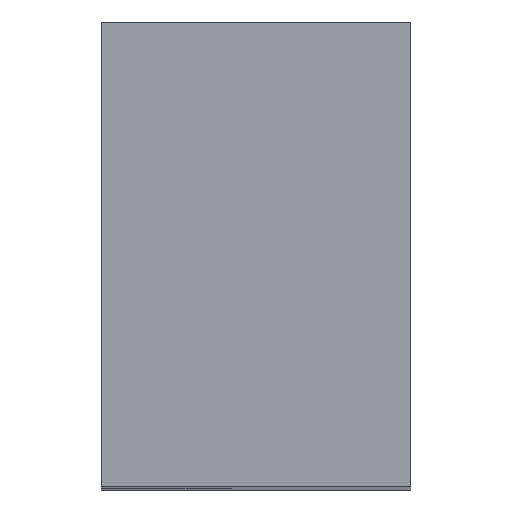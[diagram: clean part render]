
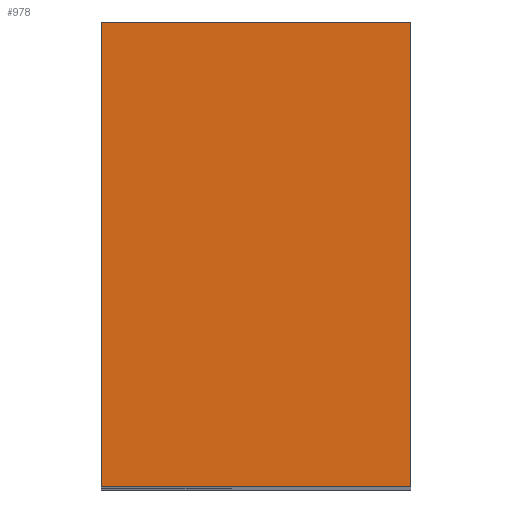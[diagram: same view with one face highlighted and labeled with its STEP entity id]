
A CAD part, top view. The second image highlights one B-rep face of the part: STEP entity #978.
In plain terms, the highlighted planar face has unit normal (0, 0, 1).
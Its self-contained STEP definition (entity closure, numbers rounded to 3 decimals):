
#60 = AXIS2_PLACEMENT_3D ( 'NONE', #234, #242, #243 ) ;
#234 = CARTESIAN_POINT ( 'NONE',  ( 0., 15., 0. ) ) ;
#236 = PLANE ( 'NONE',  #60 ) ;
#242 = DIRECTION ( 'NONE',  ( 0., 0., -1. ) ) ;
#243 = DIRECTION ( 'NONE',  ( -1., 0., 0. ) ) ;
#366 = CARTESIAN_POINT ( 'NONE',  ( 0., 15., 0. ) ) ;
#375 = CARTESIAN_POINT ( 'NONE',  ( 0., 0., 0. ) ) ;
#386 = CARTESIAN_POINT ( 'NONE',  ( 10., 0., 0. ) ) ;
#426 = CARTESIAN_POINT ( 'NONE',  ( 10., 15., 0. ) ) ;
#577 = DIRECTION ( 'NONE',  ( 1., 0., 0. ) ) ;
#582 = CARTESIAN_POINT ( 'NONE',  ( 0., 0., 0. ) ) ;
#613 = DIRECTION ( 'NONE',  ( 0., -1., 0. ) ) ;
#618 = CARTESIAN_POINT ( 'NONE',  ( 10., 15., 0. ) ) ;
#622 = CARTESIAN_POINT ( 'NONE',  ( 0., 15., 0. ) ) ;
#627 = DIRECTION ( 'NONE',  ( 0., -1., 0. ) ) ;
#697 = DIRECTION ( 'NONE',  ( 1., 0., 0. ) ) ;
#698 = CARTESIAN_POINT ( 'NONE',  ( 0., 15., 0. ) ) ;
#802 = FACE_OUTER_BOUND ( 'NONE', #1368, .T. ) ;
#924 = ORIENTED_EDGE ( 'NONE', *, *, #950, .T. ) ;
#925 = ORIENTED_EDGE ( 'NONE', *, *, #936, .F. ) ;
#926 = ORIENTED_EDGE ( 'NONE', *, *, #943, .F. ) ;
#927 = ORIENTED_EDGE ( 'NONE', *, *, #933, .T. ) ;
#933 = EDGE_CURVE ( 'NONE', #1297, #1309, #1235, .T. ) ;
#936 = EDGE_CURVE ( 'NONE', #1355, #1320, #1240, .T. ) ;
#943 = EDGE_CURVE ( 'NONE', #1297, #1355, #1253, .T. ) ;
#950 = EDGE_CURVE ( 'NONE', #1309, #1320, #1264, .T. ) ;
#978 = ADVANCED_FACE ( 'NONE', ( #802 ), #236, .F. ) ;
#1235 = LINE ( 'NONE', #622, #1239 ) ;
#1239 = VECTOR ( 'NONE', #627, 1000. ) ;
#1240 = LINE ( 'NONE', #618, #1245 ) ;
#1245 = VECTOR ( 'NONE', #613, 1000. ) ;
#1253 = LINE ( 'NONE', #698, #1255 ) ;
#1255 = VECTOR ( 'NONE', #697, 1000. ) ;
#1264 = LINE ( 'NONE', #582, #1267 ) ;
#1267 = VECTOR ( 'NONE', #577, 1000. ) ;
#1297 = VERTEX_POINT ( 'NONE', #366 ) ;
#1309 = VERTEX_POINT ( 'NONE', #375 ) ;
#1320 = VERTEX_POINT ( 'NONE', #386 ) ;
#1355 = VERTEX_POINT ( 'NONE', #426 ) ;
#1368 = EDGE_LOOP ( 'NONE', ( #924, #925, #926, #927 ) ) ;
